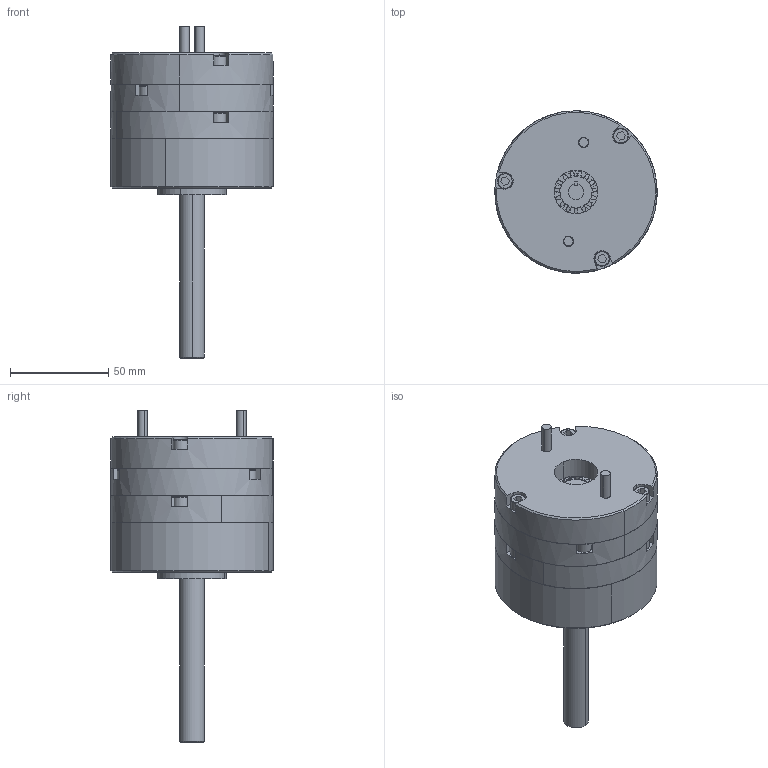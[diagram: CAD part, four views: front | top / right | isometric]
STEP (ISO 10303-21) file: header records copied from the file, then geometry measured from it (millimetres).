
FILE_DESCRIPTION (( 'STEP AP203' ), '1' );
FILE_NAME ('3 stage GEM.STEP', '2010-07-19T21:31:55', ( '' ), ( '' ), 'SwSTEP 2.0', 'SolidWorks 2010', '' );
FILE_SCHEMA (( 'CONFIG_CONTROL_DESIGN' ));
Length unit declared in the file: inch
Products named in the file (20): SUN Gear15-2_Inch - Spur gear 20DP 15T 14.5PA 0.375FW ---S15N3.0H2.0L0.3125N; CIM Mount-1; 10-32 X -75 SHCS-1; 2mm x 6 key; Ring Gear; 3 stage GEM; Output Block-1; Output Shaft; 625 Output Block; R8 Bearing-1; R8 inner race-1; R8 outer race-1; Spacer-Washer-1; Stage-1; Carrier plate-1; Spur Gear12-1; Dowel-1; SUN Gear15-1; Ring Bushing; Stage Housing
Assembly tree (51 placements, depth 4):
  3 stage GEM
    10-32 X -75 SHCS-1  x8
    Output Block-1
      Spur Gear12-1  x5
      Output Shaft
      Ring Gear
      Dowel-1  x5
      625 Output Block
      Spacer-Washer-1  x2
      R8 Bearing-1  x2
        R8 outer race-1
        R8 inner race-1
    2mm x 6 key
    Stage-1  x2
      Spur Gear12-1
      10-32 X -75 SHCS-1
      Ring Gear
      Stage Housing
      Dowel-1
      Ring Bushing
      Carrier plate-1
      SUN Gear15-1
    CIM Mount-1
    SUN Gear15-2_Inch - Spur gear 20DP 15T 14.5PA 0.375FW ---S15N3.0H2.0L0.3125N
Bounding box: 82.54 x 82.55 x 168.88 mm (x, y, z)
Volume: 329441.8 mm3; surface area: 143411.3 mm2
Topology: 66 solids, 66 shells, 2464 faces, 6655 edges, 4388 vertices
Faces by surface type: cylinder 1822, plane 404, cone 164, bspline 72, torus 2
Entity records: 28237 total; most frequent: CARTESIAN_POINT 5454, DIRECTION 4561, ORIENTED_EDGE 4032, EDGE_CURVE 2016, AXIS2_PLACEMENT_3D 1905, VERTEX_POINT 1330, CIRCLE 1132, EDGE_LOOP 828
